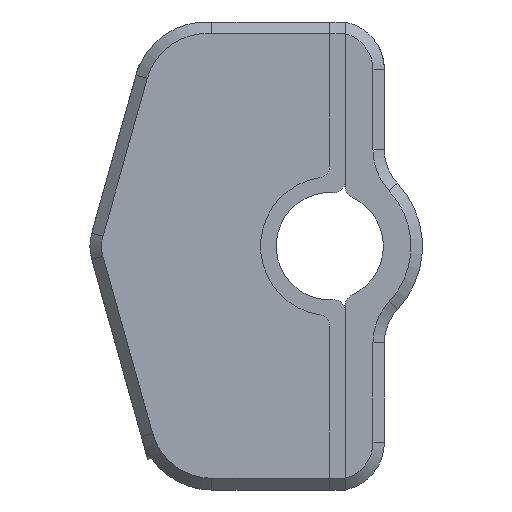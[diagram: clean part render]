
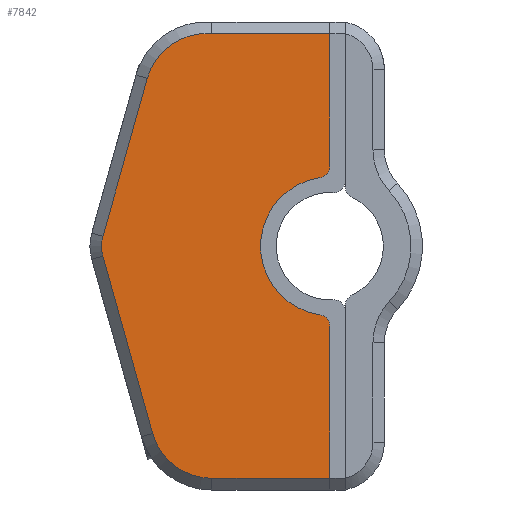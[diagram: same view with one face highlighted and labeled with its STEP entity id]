
A CAD part, front view. The second image highlights one B-rep face of the part: STEP entity #7842.
In plain terms, the highlighted planar face has unit normal (0, -1, 0).
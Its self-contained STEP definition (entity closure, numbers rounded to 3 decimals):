
#235=LINE('',#11610,#956);
#247=LINE('',#11641,#968);
#296=LINE('',#11817,#1017);
#297=LINE('',#11821,#1018);
#298=LINE('',#11825,#1019);
#299=LINE('',#11829,#1020);
#956=VECTOR('',#9244,1000.);
#968=VECTOR('',#9264,1000.);
#1017=VECTOR('',#9399,1000.);
#1018=VECTOR('',#9402,1000.);
#1019=VECTOR('',#9405,1000.);
#1020=VECTOR('',#9408,1000.);
#1674=PLANE('',#8407);
#2118=ORIENTED_EDGE('',*,*,#4330,.F.);
#2119=ORIENTED_EDGE('',*,*,#4424,.T.);
#2120=ORIENTED_EDGE('',*,*,#4398,.F.);
#2121=ORIENTED_EDGE('',*,*,#4425,.T.);
#2122=ORIENTED_EDGE('',*,*,#4345,.T.);
#2123=ORIENTED_EDGE('',*,*,#4426,.T.);
#2124=ORIENTED_EDGE('',*,*,#4427,.T.);
#2125=ORIENTED_EDGE('',*,*,#4428,.T.);
#2126=ORIENTED_EDGE('',*,*,#4429,.T.);
#2127=ORIENTED_EDGE('',*,*,#4430,.T.);
#2128=ORIENTED_EDGE('',*,*,#4431,.T.);
#2129=ORIENTED_EDGE('',*,*,#4432,.T.);
#4330=EDGE_CURVE('',#5489,#5490,#235,.T.);
#4345=EDGE_CURVE('',#5505,#5504,#247,.T.);
#4398=EDGE_CURVE('',#5545,#5546,#6261,.T.);
#4424=EDGE_CURVE('',#5489,#5546,#6272,.T.);
#4425=EDGE_CURVE('',#5545,#5505,#6273,.T.);
#4426=EDGE_CURVE('',#5504,#5561,#296,.T.);
#4427=EDGE_CURVE('',#5561,#5562,#6274,.T.);
#4428=EDGE_CURVE('',#5562,#5563,#297,.T.);
#4429=EDGE_CURVE('',#5563,#5564,#6275,.T.);
#4430=EDGE_CURVE('',#5564,#5565,#298,.T.);
#4431=EDGE_CURVE('',#5565,#5566,#6276,.T.);
#4432=EDGE_CURVE('',#5566,#5490,#299,.T.);
#5489=VERTEX_POINT('',#11609);
#5490=VERTEX_POINT('',#11611);
#5504=VERTEX_POINT('',#11640);
#5505=VERTEX_POINT('',#11642);
#5545=VERTEX_POINT('',#11755);
#5546=VERTEX_POINT('',#11756);
#5561=VERTEX_POINT('',#11818);
#5562=VERTEX_POINT('',#11820);
#5563=VERTEX_POINT('',#11822);
#5564=VERTEX_POINT('',#11824);
#5565=VERTEX_POINT('',#11826);
#5566=VERTEX_POINT('',#11828);
#6261=CIRCLE('',#8390,14.2);
#6272=CIRCLE('',#8408,2.4);
#6273=CIRCLE('',#8409,2.4);
#6274=CIRCLE('',#8410,12.6);
#6275=CIRCLE('',#8411,7.6);
#6276=CIRCLE('',#8412,12.6);
#6575=EDGE_LOOP('',(#2118,#2119,#2120,#2121,#2122,#2123,#2124,#2125,#2126,
#2127,#2128,#2129));
#7156=FACE_BOUND('',#6575,.T.);
#7842=ADVANCED_FACE('',(#7156),#1674,.T.);
#8390=AXIS2_PLACEMENT_3D('',#11754,#9346,#9347);
#8407=AXIS2_PLACEMENT_3D('',#11814,#9393,#9394);
#8408=AXIS2_PLACEMENT_3D('',#11815,#9395,#9396);
#8409=AXIS2_PLACEMENT_3D('',#11816,#9397,#9398);
#8410=AXIS2_PLACEMENT_3D('',#11819,#9400,#9401);
#8411=AXIS2_PLACEMENT_3D('',#11823,#9403,#9404);
#8412=AXIS2_PLACEMENT_3D('',#11827,#9406,#9407);
#9244=DIRECTION('',(0.,0.,-1.));
#9264=DIRECTION('',(0.,0.,1.));
#9346=DIRECTION('',(0.,-1.,0.));
#9347=DIRECTION('',(0.,0.,-1.));
#9393=DIRECTION('',(0.,-1.,0.));
#9394=DIRECTION('',(1.,0.,0.));
#9395=DIRECTION('',(0.,-1.,0.));
#9396=DIRECTION('',(0.,0.,-1.));
#9397=DIRECTION('',(0.,-1.,0.));
#9398=DIRECTION('',(0.,0.,-1.));
#9399=DIRECTION('',(-1.,0.,0.));
#9400=DIRECTION('',(0.,-1.,0.));
#9401=DIRECTION('',(0.,0.,-1.));
#9402=DIRECTION('',(-0.27,0.,-0.963));
#9403=DIRECTION('',(0.,-1.,0.));
#9404=DIRECTION('',(0.,0.,-1.));
#9405=DIRECTION('',(0.27,0.,-0.963));
#9406=DIRECTION('',(0.,-1.,0.));
#9407=DIRECTION('',(0.,0.,-1.));
#9408=DIRECTION('',(1.,0.,0.));
#11609=CARTESIAN_POINT('',(0.,-15.,-16.426));
#11610=CARTESIAN_POINT('',(0.,-15.,-32.1));
#11611=CARTESIAN_POINT('',(0.,-15.,-47.6));
#11640=CARTESIAN_POINT('',(0.,-15.,43.6));
#11641=CARTESIAN_POINT('',(0.,-15.,30.1));
#11642=CARTESIAN_POINT('',(0.,-15.,16.426));
#11754=CARTESIAN_POINT('',(0.,-15.,0.));
#11755=CARTESIAN_POINT('',(-2.053,-15.,14.051));
#11756=CARTESIAN_POINT('',(-2.053,-15.,-14.051));
#11814=CARTESIAN_POINT('',(-21.323,-15.,-1.979));
#11815=CARTESIAN_POINT('',(-2.4,-15.,-16.426));
#11816=CARTESIAN_POINT('',(-2.4,-15.,16.426));
#11817=CARTESIAN_POINT('',(-24.2,-15.,43.6));
#11818=CARTESIAN_POINT('',(-24.293,-15.,43.6));
#11819=CARTESIAN_POINT('',(-25.309,-15.,31.041));
#11820=CARTESIAN_POINT('',(-37.442,-15.,34.441));
#11821=CARTESIAN_POINT('',(-46.518,-15.,2.051));
#11822=CARTESIAN_POINT('',(-46.518,-15.,2.051));
#11823=CARTESIAN_POINT('',(-39.2,-15.,0.));
#11824=CARTESIAN_POINT('',(-46.518,-15.,-2.051));
#11825=CARTESIAN_POINT('',(-36.333,-15.,-38.4));
#11826=CARTESIAN_POINT('',(-36.333,-15.,-38.4));
#11827=CARTESIAN_POINT('',(-24.2,-15.,-35.));
#11828=CARTESIAN_POINT('',(-24.2,-15.,-47.6));
#11829=CARTESIAN_POINT('',(0.,-15.,-47.6));
